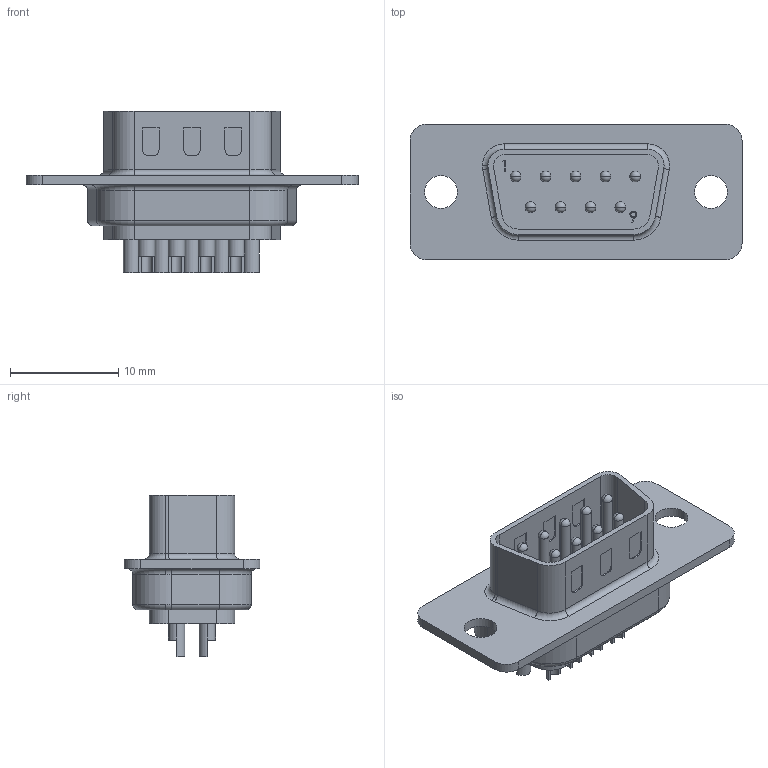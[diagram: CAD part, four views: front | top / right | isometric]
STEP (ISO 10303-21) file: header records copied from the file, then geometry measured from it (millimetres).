
FILE_DESCRIPTION (( 'STEP AP214' ), '1' );
FILE_NAME ('FMCN45983_3D.step', '2023-10-04T16:34:23', ( '' ), ( '' ), 'SwSTEP 2.0', 'SolidWorks 2022', '' );
FILE_SCHEMA (( 'AUTOMOTIVE_DESIGN' ));
Length unit declared in the file: inch
Products named in the file (1): FMCN45983_3D
Bounding box: 30.73 x 12.55 x 14.91 mm (x, y, z)
Volume: 1397.4 mm3; surface area: 1917.4 mm2
Topology: 1 solids, 1 shells, 312 faces, 777 edges, 486 vertices
Faces by surface type: plane 143, cylinder 122, torus 20, sphere 18, bspline 9
Entity records: 11751 total; most frequent: CARTESIAN_POINT 2075, DIRECTION 1620, ORIENTED_EDGE 1482, EDGE_CURVE 741, AXIS2_PLACEMENT_3D 593, VERTEX_POINT 468, LINE 434, VECTOR 434
